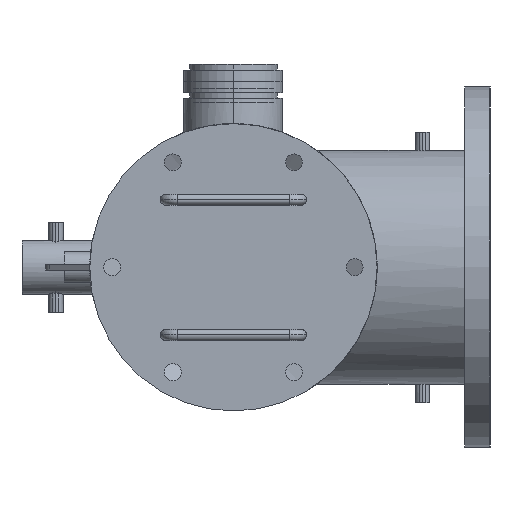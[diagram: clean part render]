
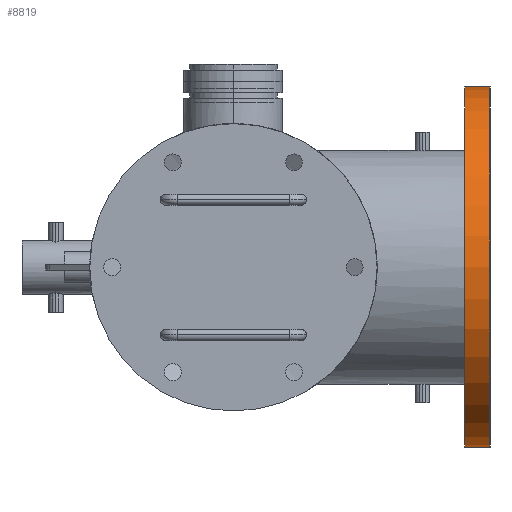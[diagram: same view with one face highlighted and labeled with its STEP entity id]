
A CAD part, left-side view. The second image highlights one B-rep face of the part: STEP entity #8819.
In plain terms, the highlighted cylindrical face has radius 203.2 mm (diameter 406.4 mm), a partial arc.
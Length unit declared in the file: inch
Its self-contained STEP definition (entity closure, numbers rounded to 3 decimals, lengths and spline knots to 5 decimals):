
#458 = ORIENTED_EDGE ( 'NONE', *, *, #10969, .F. ) ;
#855 = CARTESIAN_POINT ( 'NONE',  ( 10.45, -11.38, 0. ) ) ;
#1483 = VERTEX_POINT ( 'NONE', #2126 ) ;
#1739 = VECTOR ( 'NONE', #7896, 39.37008 ) ;
#2126 = CARTESIAN_POINT ( 'NONE',  ( 10.45, -10.26, 8. ) ) ;
#2135 = CIRCLE ( 'NONE', #11596, 8. ) ;
#2314 = CARTESIAN_POINT ( 'NONE',  ( 10.45, -10.26, 8. ) ) ;
#2357 = EDGE_CURVE ( 'NONE', #1483, #7317, #2135, .T. ) ;
#2743 = AXIS2_PLACEMENT_3D ( 'NONE', #9280, #2819, #11233 ) ;
#2801 = CARTESIAN_POINT ( 'NONE',  ( 10.45, -11.38, -8. ) ) ;
#2819 = DIRECTION ( 'NONE',  ( 0., -1., 0. ) ) ;
#3045 = DIRECTION ( 'NONE',  ( 0., -1., 0. ) ) ;
#3153 = CARTESIAN_POINT ( 'NONE',  ( 10.45, -10.26, -8. ) ) ;
#3403 = LINE ( 'NONE', #2314, #3532 ) ;
#3532 = VECTOR ( 'NONE', #7909, 39.37008 ) ;
#3737 = DIRECTION ( 'NONE',  ( 0., 0., -1. ) ) ;
#4012 = AXIS2_PLACEMENT_3D ( 'NONE', #855, #4537, #3737 ) ;
#4261 = FACE_OUTER_BOUND ( 'NONE', #7249, .T. ) ;
#4357 = VERTEX_POINT ( 'NONE', #2801 ) ;
#4513 = LINE ( 'NONE', #8026, #1739 ) ;
#4537 = DIRECTION ( 'NONE',  ( 0., -1., 0. ) ) ;
#4541 = CIRCLE ( 'NONE', #4012, 8. ) ;
#5519 = VERTEX_POINT ( 'NONE', #11609 ) ;
#5525 = ORIENTED_EDGE ( 'NONE', *, *, #2357, .T. ) ;
#5922 = CARTESIAN_POINT ( 'NONE',  ( 10.45, -10.26, 0. ) ) ;
#6855 = DIRECTION ( 'NONE',  ( 0., 0., -1. ) ) ;
#7249 = EDGE_LOOP ( 'NONE', ( #458, #5525, #11766, #9452 ) ) ;
#7317 = VERTEX_POINT ( 'NONE', #3153 ) ;
#7896 = DIRECTION ( 'NONE',  ( 0., -1., 0. ) ) ;
#7909 = DIRECTION ( 'NONE',  ( 0., -1., 0. ) ) ;
#8026 = CARTESIAN_POINT ( 'NONE',  ( 10.45, -10.26, -8. ) ) ;
#8450 = EDGE_CURVE ( 'NONE', #5519, #4357, #4541, .T. ) ;
#8819 = ADVANCED_FACE ( 'NONE', ( #4261 ), #9197, .T. ) ;
#9197 = CYLINDRICAL_SURFACE ( 'NONE', #2743, 8. ) ;
#9280 = CARTESIAN_POINT ( 'NONE',  ( 10.45, -10.26, 0. ) ) ;
#9452 = ORIENTED_EDGE ( 'NONE', *, *, #8450, .F. ) ;
#10413 = EDGE_CURVE ( 'NONE', #7317, #4357, #4513, .T. ) ;
#10969 = EDGE_CURVE ( 'NONE', #1483, #5519, #3403, .T. ) ;
#11233 = DIRECTION ( 'NONE',  ( 0., 0., -1. ) ) ;
#11596 = AXIS2_PLACEMENT_3D ( 'NONE', #5922, #3045, #6855 ) ;
#11609 = CARTESIAN_POINT ( 'NONE',  ( 10.45, -11.38, 8. ) ) ;
#11766 = ORIENTED_EDGE ( 'NONE', *, *, #10413, .T. ) ;
